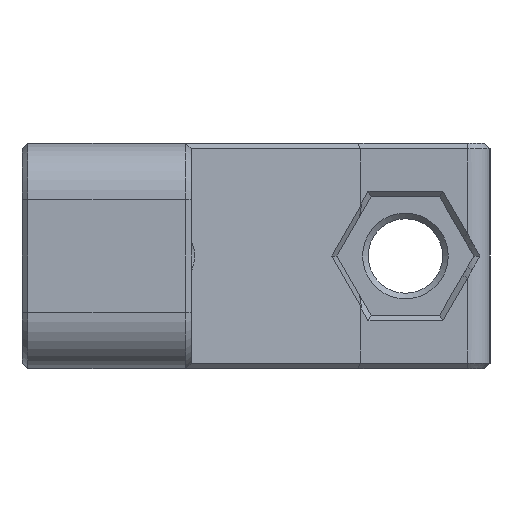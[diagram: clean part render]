
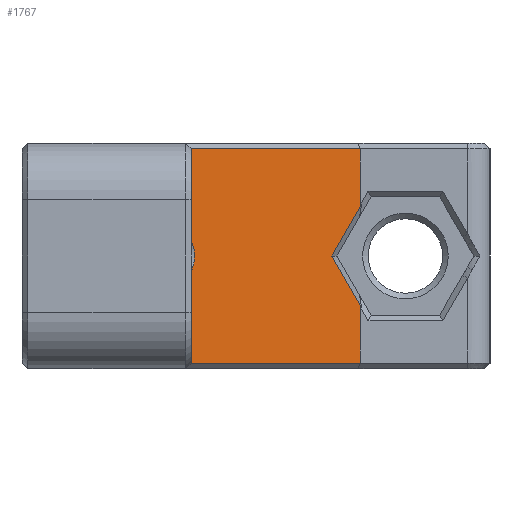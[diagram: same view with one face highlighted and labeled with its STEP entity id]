
A CAD part, left-side view. The second image highlights one B-rep face of the part: STEP entity #1767.
In plain terms, the highlighted planar face has unit normal (-0.707, -0.707, 0).
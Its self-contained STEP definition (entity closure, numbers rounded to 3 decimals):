
#15=ELLIPSE('',#1834,4.667,3.3);
#16=(
BOUNDED_CURVE()
B_SPLINE_CURVE(2,(#2611,#2612,#2613),.UNSPECIFIED.,.F.,.F.)
B_SPLINE_CURVE_WITH_KNOTS((3,3),(0.,0.073),.UNSPECIFIED.)
CURVE()
GEOMETRIC_REPRESENTATION_ITEM()
RATIONAL_B_SPLINE_CURVE((1.,1.,1.))
REPRESENTATION_ITEM('')
);
#17=(
BOUNDED_CURVE()
B_SPLINE_CURVE(2,(#2637,#2638,#2639),.UNSPECIFIED.,.F.,.F.)
B_SPLINE_CURVE_WITH_KNOTS((3,3),(0.,0.073),.UNSPECIFIED.)
CURVE()
GEOMETRIC_REPRESENTATION_ITEM()
RATIONAL_B_SPLINE_CURVE((1.,1.,1.))
REPRESENTATION_ITEM('')
);
#118=PLANE('',#1919);
#223=FACE_OUTER_BOUND('',#333,.T.);
#333=EDGE_LOOP('',(#1616,#1617,#1618,#1619,#1620,#1621,#1622,#1623,#1624,
#1625,#1626,#1627,#1628));
#356=LINE('',#2451,#554);
#358=LINE('',#2456,#556);
#363=LINE('',#2464,#561);
#365=LINE('',#2468,#563);
#378=LINE('',#2599,#576);
#389=LINE('',#2647,#587);
#393=LINE('',#2658,#591);
#451=LINE('',#2797,#649);
#460=LINE('',#2820,#658);
#519=LINE('',#2950,#717);
#554=VECTOR('',#1964,10.);
#556=VECTOR('',#1968,10.);
#561=VECTOR('',#1975,10.);
#563=VECTOR('',#1979,10.);
#576=VECTOR('',#2002,10.);
#587=VECTOR('',#2043,10.);
#591=VECTOR('',#2051,10.);
#649=VECTOR('',#2175,10.);
#658=VECTOR('',#2200,10.);
#717=VECTOR('',#2341,10.);
#787=VERTEX_POINT('',#2448);
#788=VERTEX_POINT('',#2450);
#789=VERTEX_POINT('',#2454);
#790=VERTEX_POINT('',#2455);
#793=VERTEX_POINT('',#2466);
#803=VERTEX_POINT('',#2597);
#807=VERTEX_POINT('',#2609);
#808=VERTEX_POINT('',#2610);
#817=VERTEX_POINT('',#2635);
#818=VERTEX_POINT('',#2636);
#819=VERTEX_POINT('',#2646);
#824=VERTEX_POINT('',#2656);
#878=VERTEX_POINT('',#2819);
#933=EDGE_CURVE('',#787,#788,#356,.T.);
#935=EDGE_CURVE('',#789,#790,#358,.T.);
#940=EDGE_CURVE('',#790,#787,#363,.T.);
#942=EDGE_CURVE('',#793,#789,#365,.T.);
#964=EDGE_CURVE('',#793,#803,#378,.T.);
#969=EDGE_CURVE('',#807,#808,#16,.F.);
#980=EDGE_CURVE('',#817,#818,#17,.F.);
#985=EDGE_CURVE('',#818,#819,#389,.T.);
#991=EDGE_CURVE('',#824,#807,#393,.T.);
#1015=EDGE_CURVE('',#817,#808,#15,.T.);
#1059=EDGE_CURVE('',#819,#803,#451,.T.);
#1070=EDGE_CURVE('',#878,#824,#460,.T.);
#1141=EDGE_CURVE('',#878,#788,#519,.T.);
#1616=ORIENTED_EDGE('',*,*,#935,.F.);
#1617=ORIENTED_EDGE('',*,*,#942,.F.);
#1618=ORIENTED_EDGE('',*,*,#964,.T.);
#1619=ORIENTED_EDGE('',*,*,#1059,.F.);
#1620=ORIENTED_EDGE('',*,*,#985,.F.);
#1621=ORIENTED_EDGE('',*,*,#980,.F.);
#1622=ORIENTED_EDGE('',*,*,#1015,.T.);
#1623=ORIENTED_EDGE('',*,*,#969,.F.);
#1624=ORIENTED_EDGE('',*,*,#991,.F.);
#1625=ORIENTED_EDGE('',*,*,#1070,.F.);
#1626=ORIENTED_EDGE('',*,*,#1141,.T.);
#1627=ORIENTED_EDGE('',*,*,#933,.F.);
#1628=ORIENTED_EDGE('',*,*,#940,.F.);
#1767=ADVANCED_FACE('',(#223),#118,.T.);
#1834=AXIS2_PLACEMENT_3D('',#2706,#2100,#2101);
#1919=AXIS2_PLACEMENT_3D('',#2983,#2393,#2394);
#1964=DIRECTION('',(-0.695,0.695,-0.186));
#1968=DIRECTION('',(-0.447,0.447,-0.775));
#1975=DIRECTION('',(0.447,-0.447,-0.775));
#1979=DIRECTION('',(0.695,-0.695,-0.186));
#2002=DIRECTION('',(0.,0.,1.));
#2043=DIRECTION('',(0.,0.,1.));
#2051=DIRECTION('',(0.,0.,1.));
#2100=DIRECTION('center_axis',(0.707,0.707,0.));
#2101=DIRECTION('ref_axis',(-0.707,0.707,0.));
#2175=DIRECTION('',(0.707,-0.707,0.));
#2200=DIRECTION('',(-0.707,0.707,0.));
#2341=DIRECTION('',(0.,0.,1.));
#2393=DIRECTION('center_axis',(-0.707,-0.707,0.));
#2394=DIRECTION('ref_axis',(0.707,-0.707,0.));
#2448=CARTESIAN_POINT('',(-22.395,-12.605,5.456));
#2450=CARTESIAN_POINT('',(-22.5,-12.5,5.428));
#2451=CARTESIAN_POINT('',(-29.784,-5.216,3.477));
#2454=CARTESIAN_POINT('',(-22.395,-12.605,14.544));
#2455=CARTESIAN_POINT('',(-25.019,-9.981,10.));
#2456=CARTESIAN_POINT('',(-28.949,-6.051,3.192));
#2464=CARTESIAN_POINT('',(-24.273,-10.727,8.708));
#2466=CARTESIAN_POINT('',(-22.5,-12.5,14.572));
#2468=CARTESIAN_POINT('',(-29.247,-5.753,16.38));
#2597=CARTESIAN_POINT('',(-22.5,-12.5,19.5));
#2599=CARTESIAN_POINT('',(-22.5,-12.5,0.));
#2609=CARTESIAN_POINT('',(-37.5,2.5,7.668));
#2610=CARTESIAN_POINT('',(-38.,3.,7.846));
#2611=CARTESIAN_POINT('Ctrl Pts',(-38.,3.,7.846));
#2612=CARTESIAN_POINT('Ctrl Pts',(-37.76,2.76,7.757));
#2613=CARTESIAN_POINT('Ctrl Pts',(-37.5,2.5,7.668));
#2635=CARTESIAN_POINT('',(-38.,3.,12.154));
#2636=CARTESIAN_POINT('',(-37.5,2.5,12.332));
#2637=CARTESIAN_POINT('Ctrl Pts',(-37.5,2.5,12.332));
#2638=CARTESIAN_POINT('Ctrl Pts',(-37.76,2.76,12.243));
#2639=CARTESIAN_POINT('Ctrl Pts',(-38.,3.,12.154));
#2646=CARTESIAN_POINT('',(-37.5,2.5,19.5));
#2647=CARTESIAN_POINT('',(-37.5,2.5,0.));
#2656=CARTESIAN_POINT('',(-37.5,2.5,0.5));
#2658=CARTESIAN_POINT('',(-37.5,2.5,0.));
#2706=CARTESIAN_POINT('Origin',(-40.5,5.5,10.));
#2797=CARTESIAN_POINT('',(-38.563,3.563,19.5));
#2819=CARTESIAN_POINT('',(-22.5,-12.5,0.5));
#2820=CARTESIAN_POINT('',(-38.563,3.563,0.5));
#2950=CARTESIAN_POINT('',(-22.5,-12.5,0.));
#2983=CARTESIAN_POINT('Origin',(-37.5,2.5,0.));
